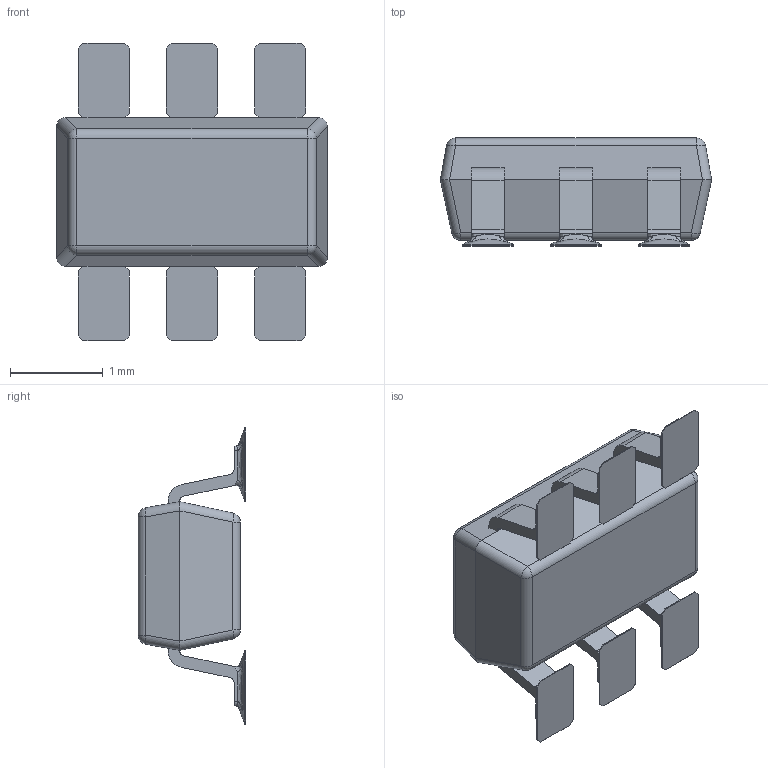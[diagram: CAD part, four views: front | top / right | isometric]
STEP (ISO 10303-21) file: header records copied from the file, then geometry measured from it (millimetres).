
FILE_DESCRIPTION (( 'STEP AP214' ), '1' );
FILE_NAME ('SOT-23-6 & pads.STEP', '2024-02-10T16:45:32', ( 'M.B.I.' ), ( '' ), 'SwSTEP 2.0', '', '' );
FILE_SCHEMA (( 'AUTOMOTIVE_DESIGN' ));
Length unit declared in the file: millimetre
Products named in the file (1): SOT-23-6 & pads
Bounding box: 2.92 x 1.16 x 3.2 mm (x, y, z)
Volume: 5 mm3; surface area: 27.5 mm2
Topology: 7 solids, 7 shells, 457 faces, 1223 edges, 774 vertices
Faces by surface type: plane 206, bspline 201, cylinder 42, sphere 8
Entity records: 22615 total; most frequent: CARTESIAN_POINT 11806, ORIENTED_EDGE 2382, DIRECTION 1303, EDGE_CURVE 1191, VERTEX_POINT 774, LINE 613, VECTOR 613, B_SPLINE_CURVE_WITH_KNOTS 486
